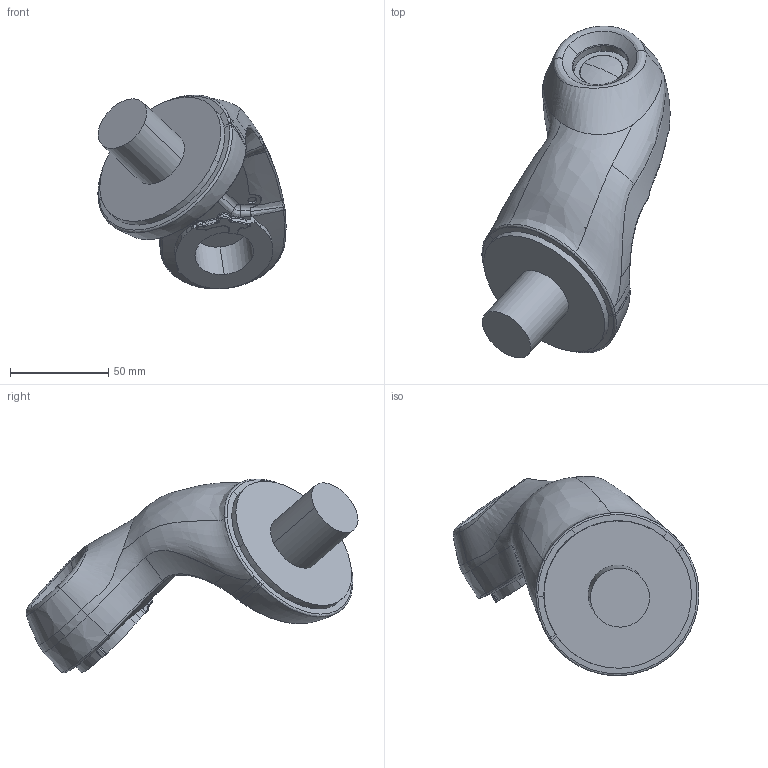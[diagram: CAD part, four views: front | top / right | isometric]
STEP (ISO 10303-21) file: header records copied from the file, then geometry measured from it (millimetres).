
FILE_DESCRIPTION (( 'STEP AP214' ), '1' );
FILE_NAME ('Link5_R3.0.STEP', '2015-02-09T07:41:57', ( 'ABB' ), ( 'ABB' ), 'SwSTEP 2.0', 'SolidWorks 2012', '' );
FILE_SCHEMA (( 'AUTOMOTIVE_DESIGN' ));
Length unit declared in the file: millimetre
Products named in the file (1): Link5_R3.0
Bounding box: 95.62 x 168.78 x 98.6 mm (x, y, z)
Volume: 343418.5 mm3; surface area: 42065.8 mm2
Topology: 1 solids, 1 shells, 277 faces, 744 edges, 467 vertices
Faces by surface type: bspline 164, cone 47, plane 38, cylinder 28
Entity records: 50849 total; most frequent: CARTESIAN_POINT 42476, ORIENTED_EDGE 1474, EDGE_CURVE 737, DIRECTION 558, VERTEX_POINT 467, B_SPLINE_CURVE_WITH_KNOTS 457, EDGE_LOOP 282, UNCERTAINTY_MEASURE_WITH_UNIT 280
